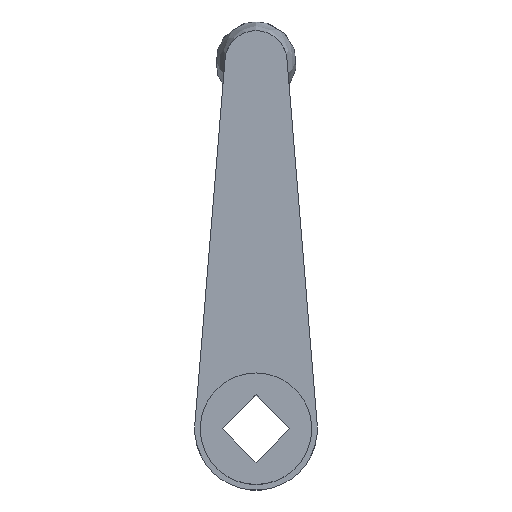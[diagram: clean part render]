
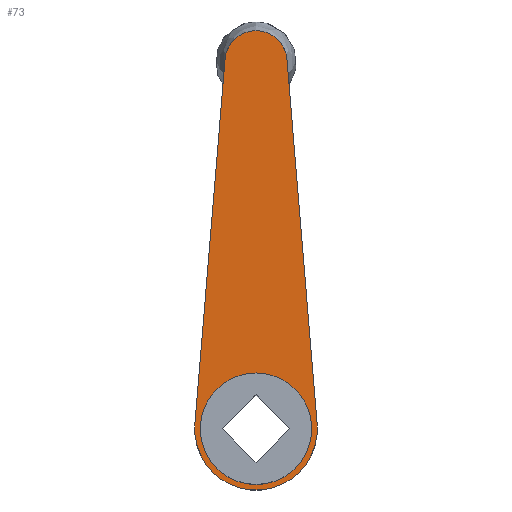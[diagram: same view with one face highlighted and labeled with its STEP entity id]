
A CAD part, top view. The second image highlights one B-rep face of the part: STEP entity #73.
In plain terms, the highlighted planar face has unit normal (0, 0, 1).
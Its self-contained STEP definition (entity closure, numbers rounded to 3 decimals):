
#73 = ADVANCED_FACE( '', ( #149, #150 ), #151, .T. );
#149 = FACE_BOUND( '', #251, .T. );
#150 = FACE_OUTER_BOUND( '', #252, .T. );
#151 = PLANE( '', #253 );
#251 = EDGE_LOOP( '', ( #375 ) );
#252 = EDGE_LOOP( '', ( #376, #377, #378, #379 ) );
#253 = AXIS2_PLACEMENT_3D( '', #380, #381, #382 );
#375 = ORIENTED_EDGE( '', *, *, #419, .F. );
#376 = ORIENTED_EDGE( '', *, *, #424, .T. );
#377 = ORIENTED_EDGE( '', *, *, #428, .T. );
#378 = ORIENTED_EDGE( '', *, *, #409, .T. );
#379 = ORIENTED_EDGE( '', *, *, #400, .T. );
#380 = CARTESIAN_POINT( '', ( 0., 0., -22.41 ) );
#381 = DIRECTION( '', ( 0., 0., 1. ) );
#382 = DIRECTION( '', ( 1., 0., 0. ) );
#400 = EDGE_CURVE( '', #455, #460, #462, .T. );
#409 = EDGE_CURVE( '', #475, #455, #476, .T. );
#419 = EDGE_CURVE( '', #489, #489, #490, .T. );
#424 = EDGE_CURVE( '', #460, #494, #496, .T. );
#428 = EDGE_CURVE( '', #494, #475, #500, .T. );
#455 = VERTEX_POINT( '', #533 );
#460 = VERTEX_POINT( '', #539 );
#462 = CIRCLE( '', #542, 7.8 );
#475 = VERTEX_POINT( '', #559 );
#476 = LINE( '', #560, #561 );
#489 = VERTEX_POINT( '', #577 );
#490 = CIRCLE( '', #578, 14. );
#494 = VERTEX_POINT( '', #583 );
#496 = LINE( '', #586, #587 );
#500 = CIRCLE( '', #591, 15.4 );
#533 = CARTESIAN_POINT( '', ( 7.773, 92.843, -22.41 ) );
#539 = CARTESIAN_POINT( '', ( -7.773, 92.843, -22.41 ) );
#542 = AXIS2_PLACEMENT_3D( '', #615, #616, #617 );
#559 = CARTESIAN_POINT( '', ( 15.348, 1.269, -22.41 ) );
#560 = CARTESIAN_POINT( '', ( 15.348, 1.269, -22.41 ) );
#561 = VECTOR( '', #625, 1000. );
#577 = CARTESIAN_POINT( '', ( 0., 14., -22.41 ) );
#578 = AXIS2_PLACEMENT_3D( '', #638, #639, #640 );
#583 = CARTESIAN_POINT( '', ( -15.348, 1.269, -22.41 ) );
#586 = CARTESIAN_POINT( '', ( -7.773, 92.843, -22.41 ) );
#587 = VECTOR( '', #643, 1000. );
#591 = AXIS2_PLACEMENT_3D( '', #644, #645, #646 );
#615 = CARTESIAN_POINT( '', ( 0., 92.2, -22.41 ) );
#616 = DIRECTION( '', ( 0., 0., 1. ) );
#617 = DIRECTION( '', ( 0., 1., 0. ) );
#625 = DIRECTION( '', ( -0.082, 0.997, 0. ) );
#638 = CARTESIAN_POINT( '', ( 0., 0., -22.41 ) );
#639 = DIRECTION( '', ( 0., 0., 1. ) );
#640 = DIRECTION( '', ( 0., 1., 0. ) );
#643 = DIRECTION( '', ( -0.082, -0.997, 0. ) );
#644 = CARTESIAN_POINT( '', ( 0., 0., -22.41 ) );
#645 = DIRECTION( '', ( 0., 0., 1. ) );
#646 = DIRECTION( '', ( 0., 1., 0. ) );
